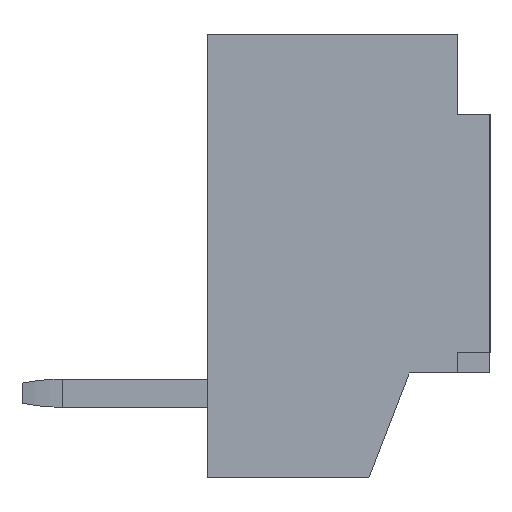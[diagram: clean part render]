
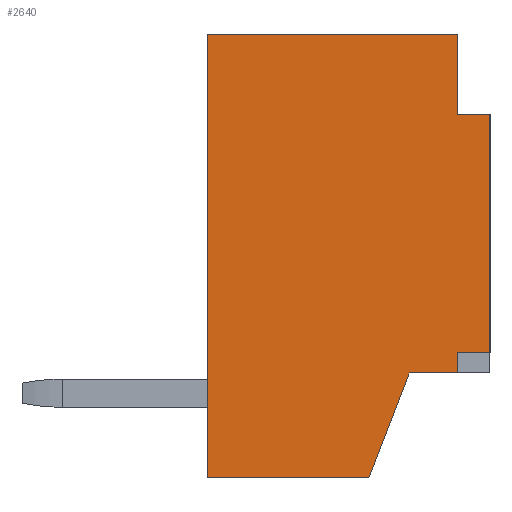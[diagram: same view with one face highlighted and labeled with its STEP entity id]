
A CAD part, left-side view. The second image highlights one B-rep face of the part: STEP entity #2640.
In plain terms, the highlighted planar face has unit normal (-1, 0, 0).
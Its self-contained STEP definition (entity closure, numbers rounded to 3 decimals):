
#9=DIRECTION('',(0.,-1.,0.));
#10=VECTOR('',#9,2.);
#11=CARTESIAN_POINT('',(-3.375,1.75,-2.75));
#12=LINE('',#11,#10);
#25=DIRECTION('',(0.,0.,1.));
#26=VECTOR('',#25,0.25);
#27=CARTESIAN_POINT('',(-3.375,-1.35,-1.45));
#28=LINE('',#27,#26);
#29=DIRECTION('',(0.,1.,0.));
#30=VECTOR('',#29,0.6);
#31=CARTESIAN_POINT('',(-3.375,-1.35,-1.45));
#32=LINE('',#31,#30);
#33=DIRECTION('',(0.,-0.359,0.933));
#34=VECTOR('',#33,1.393);
#35=CARTESIAN_POINT('',(-3.375,-0.25,-2.75));
#36=LINE('',#35,#34);
#37=DIRECTION('',(0.,0.,1.));
#38=VECTOR('',#37,5.5);
#39=CARTESIAN_POINT('',(-3.375,1.75,-2.75));
#40=LINE('',#39,#38);
#41=DIRECTION('',(0.,0.,-1.));
#42=VECTOR('',#41,1.);
#43=CARTESIAN_POINT('',(-3.375,-1.35,2.75));
#44=LINE('',#43,#42);
#45=DIRECTION('',(0.,1.,0.));
#46=VECTOR('',#45,0.4);
#47=CARTESIAN_POINT('',(-3.375,-1.75,1.75));
#48=LINE('',#47,#46);
#49=DIRECTION('',(0.,1.,0.));
#50=VECTOR('',#49,0.4);
#51=CARTESIAN_POINT('',(-3.375,-1.75,-1.2));
#52=LINE('',#51,#50);
#137=DIRECTION('',(0.,0.,1.));
#138=VECTOR('',#137,2.95);
#139=CARTESIAN_POINT('',(-3.375,-1.75,-1.2));
#140=LINE('',#139,#138);
#229=DIRECTION('',(0.,-1.,0.));
#230=VECTOR('',#229,3.1);
#231=CARTESIAN_POINT('',(-3.375,1.75,2.75));
#232=LINE('',#231,#230);
#1953=CARTESIAN_POINT('',(-3.375,1.75,-2.75));
#1954=CARTESIAN_POINT('',(-3.375,1.75,2.75));
#1955=VERTEX_POINT('',#1953);
#1956=VERTEX_POINT('',#1954);
#1985=CARTESIAN_POINT('',(-3.375,-1.75,1.75));
#1986=CARTESIAN_POINT('',(-3.375,-1.35,1.75));
#1987=VERTEX_POINT('',#1985);
#1988=VERTEX_POINT('',#1986);
#2001=CARTESIAN_POINT('',(-3.375,-1.35,2.75));
#2002=VERTEX_POINT('',#2001);
#2417=CARTESIAN_POINT('',(-3.375,-0.25,-2.75));
#2419=VERTEX_POINT('',#2417);
#2425=CARTESIAN_POINT('',(-3.375,-0.75,-1.45));
#2426=VERTEX_POINT('',#2425);
#2513=CARTESIAN_POINT('',(-3.375,-1.35,-1.45));
#2514=CARTESIAN_POINT('',(-3.375,-1.35,-1.2));
#2515=VERTEX_POINT('',#2513);
#2516=VERTEX_POINT('',#2514);
#2517=CARTESIAN_POINT('',(-3.375,-1.75,-1.2));
#2518=VERTEX_POINT('',#2517);
#2615=CARTESIAN_POINT('',(-3.375,1.75,-2.75));
#2616=DIRECTION('',(-1.,0.,0.));
#2617=DIRECTION('',(0.,-1.,0.));
#2618=AXIS2_PLACEMENT_3D('',#2615,#2616,#2617);
#2619=PLANE('',#2618);
#2621=ORIENTED_EDGE('',*,*,#2620,.F.);
#2623=ORIENTED_EDGE('',*,*,#2622,.T.);
#2624=ORIENTED_EDGE('',*,*,#2591,.F.);
#2625=ORIENTED_EDGE('',*,*,#2564,.F.);
#2627=ORIENTED_EDGE('',*,*,#2626,.T.);
#2629=ORIENTED_EDGE('',*,*,#2628,.T.);
#2631=ORIENTED_EDGE('',*,*,#2630,.T.);
#2633=ORIENTED_EDGE('',*,*,#2632,.F.);
#2635=ORIENTED_EDGE('',*,*,#2634,.F.);
#2637=ORIENTED_EDGE('',*,*,#2636,.T.);
#2638=EDGE_LOOP('',(#2621,#2623,#2624,#2625,#2627,#2629,#2631,#2633,#2635,
#2637));
#2639=FACE_OUTER_BOUND('',#2638,.F.);
#2640=ADVANCED_FACE('',(#2639),#2619,.T.);
#2564=EDGE_CURVE('',#1955,#2419,#12,.T.);
#2591=EDGE_CURVE('',#2419,#2426,#36,.T.);
#2620=EDGE_CURVE('',#2515,#2516,#28,.T.);
#2622=EDGE_CURVE('',#2515,#2426,#32,.T.);
#2626=EDGE_CURVE('',#1955,#1956,#40,.T.);
#2628=EDGE_CURVE('',#1956,#2002,#232,.T.);
#2630=EDGE_CURVE('',#2002,#1988,#44,.T.);
#2632=EDGE_CURVE('',#1987,#1988,#48,.T.);
#2634=EDGE_CURVE('',#2518,#1987,#140,.T.);
#2636=EDGE_CURVE('',#2518,#2516,#52,.T.);
